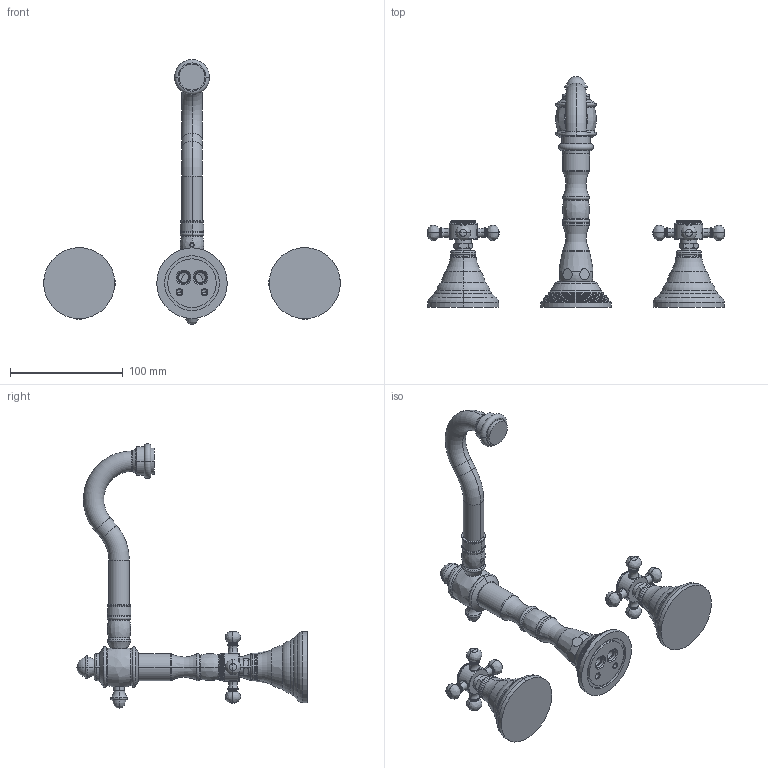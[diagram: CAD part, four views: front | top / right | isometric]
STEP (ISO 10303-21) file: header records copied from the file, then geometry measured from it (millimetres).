
FILE_DESCRIPTION((''),'2;1');
FILE_NAME('FBLV052CR','2021-11-11T08:56:44',('ut3'),('PAFFONI SpA'),'CREO PARAMETRIC BY PTC INC, 2020044','CREO PARAMETRIC BY PTC INC, 2020044','');
FILE_SCHEMA(('CONFIG_CONTROL_DESIGN','SHAPE_APPEARANCE_LAYERS_GROUPS'));
Length unit declared in the file: millimetre
Products named in the file (1): FBLV052CR
Bounding box: 264.07 x 204.4 x 234.73 mm (x, y, z)
Volume: 354119.7 mm3; surface area: 76782.3 mm2
Topology: 3 solids, 3 shells, 1104 faces, 2867 edges, 1782 vertices
Faces by surface type: plane 460, cylinder 320, torus 188, cone 80, bspline 32, sphere 22, revolution 2
Entity records: 47589 total; most frequent: CARTESIAN_POINT 11980, ORIENTED_EDGE 5678, DIRECTION 5624, EDGE_CURVE 2839, AXIS2_PLACEMENT_3D 2225, VERTEX_POINT 1782, FILL_AREA_STYLE_COLOUR 1336, FILL_AREA_STYLE 1336
